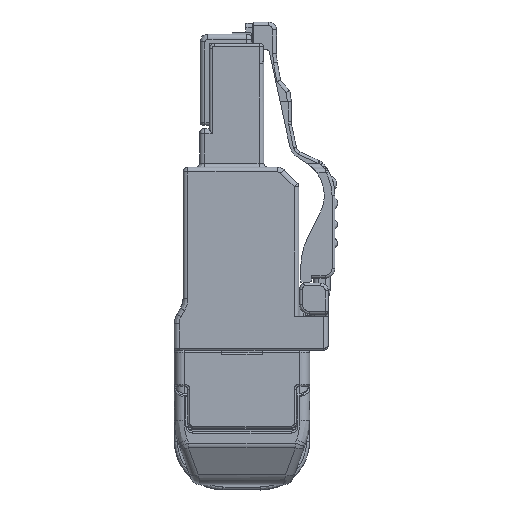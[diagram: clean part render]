
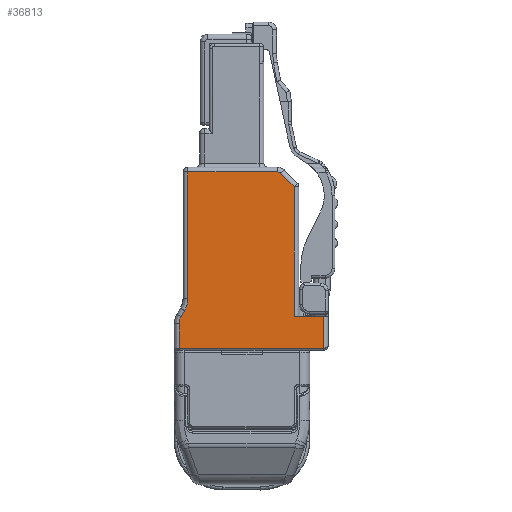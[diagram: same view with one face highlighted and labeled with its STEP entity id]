
A CAD part, left-side view. The second image highlights one B-rep face of the part: STEP entity #36813.
In plain terms, the highlighted planar face has unit normal (-1, 0, 0).
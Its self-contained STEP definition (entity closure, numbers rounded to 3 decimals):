
#1057 = CARTESIAN_POINT ( 'NONE',  ( -6.95, 7.8, -11.9 ) ) ;
#2784 = ORIENTED_EDGE ( 'NONE', *, *, #107187, .T. ) ;
#3074 = EDGE_CURVE ( 'NONE', #29767, #7472, #31977, .T. ) ;
#4564 = DIRECTION ( 'NONE',  ( 0., 0., 1. ) ) ;
#4856 = CARTESIAN_POINT ( 'NONE',  ( -6.95, -3.1, -26.4 ) ) ;
#4943 = CARTESIAN_POINT ( 'NONE',  ( -6.95, 7.8, -11.6 ) ) ;
#5473 = CARTESIAN_POINT ( 'NONE',  ( -6.95, -6.1, -29.7 ) ) ;
#5752 = VERTEX_POINT ( 'NONE', #5473 ) ;
#6229 = EDGE_CURVE ( 'NONE', #49815, #29767, #55441, .T. ) ;
#6278 = ORIENTED_EDGE ( 'NONE', *, *, #85334, .F. ) ;
#7181 = VECTOR ( 'NONE', #33720, 1000. ) ;
#7472 = VERTEX_POINT ( 'NONE', #4856 ) ;
#9212 = VECTOR ( 'NONE', #9413, 1000. ) ;
#9413 = DIRECTION ( 'NONE',  ( 0., 0., 1. ) ) ;
#10901 = CARTESIAN_POINT ( 'NONE',  ( -6.95, 7.914, -25.432 ) ) ;
#11951 = ORIENTED_EDGE ( 'NONE', *, *, #25977, .F. ) ;
#12334 = CARTESIAN_POINT ( 'NONE',  ( -6.95, -3.1, -11.9 ) ) ;
#12945 = CARTESIAN_POINT ( 'NONE',  ( -6.95, 8.7, -11.9 ) ) ;
#12970 = ORIENTED_EDGE ( 'NONE', *, *, #85166, .F. ) ;
#16859 = CARTESIAN_POINT ( 'NONE',  ( -6.95, 8.499, -26.445 ) ) ;
#17245 = DIRECTION ( 'NONE',  ( 0., 1., 0. ) ) ;
#17511 = VECTOR ( 'NONE', #4564, 1000. ) ;
#17575 = CARTESIAN_POINT ( 'NONE',  ( -6.95, 9., -29.7 ) ) ;
#19854 = CARTESIAN_POINT ( 'NONE',  ( -6.95, 8.135, -25.814 ) ) ;
#20054 = CARTESIAN_POINT ( 'NONE',  ( -6.95, 7.8, -24.564 ) ) ;
#20752 = VERTEX_POINT ( 'NONE', #19854 ) ;
#20894 = LINE ( 'NONE', #39501, #23545 ) ;
#21790 = VERTEX_POINT ( 'NONE', #63663 ) ;
#22113 = CARTESIAN_POINT ( 'NONE',  ( -6.95, -6.1, -11.9 ) ) ;
#23545 = VECTOR ( 'NONE', #97783, 1000. ) ;
#24802 = EDGE_LOOP ( 'NONE', ( #44080, #85479, #2784, #59654, #26152, #12970, #6278, #107765, #96805, #56286, #75840, #11951 ) ) ;
#25609 = VECTOR ( 'NONE', #26269, 1000. ) ;
#25955 = FACE_OUTER_BOUND ( 'NONE', #24802, .T. ) ;
#25977 = EDGE_CURVE ( 'NONE', #31723, #21790, #84226, .T. ) ;
#26152 = ORIENTED_EDGE ( 'NONE', *, *, #6229, .F. ) ;
#26269 = DIRECTION ( 'NONE',  ( 0., 0., -1. ) ) ;
#29117 = VECTOR ( 'NONE', #17245, 1000. ) ;
#29278 = CARTESIAN_POINT ( 'NONE',  ( -6.95, 8.631, -26.674 ) ) ;
#29767 = VERTEX_POINT ( 'NONE', #99059 ) ;
#30366 = EDGE_CURVE ( 'NONE', #21790, #102318, #53209, .T. ) ;
#30517 = DIRECTION ( 'NONE',  ( 1., 0., 0. ) ) ;
#31723 = VERTEX_POINT ( 'NONE', #105910 ) ;
#31795 = LINE ( 'NONE', #17575, #29117 ) ;
#31977 = LINE ( 'NONE', #12334, #25609 ) ;
#33720 = DIRECTION ( 'NONE',  ( 0., -0.5, 0.866 ) ) ;
#35481 = EDGE_CURVE ( 'NONE', #5752, #31723, #31795, .T. ) ;
#35957 = EDGE_CURVE ( 'NONE', #86996, #40091, #53964, .T. ) ;
#36813 = ADVANCED_FACE ( 'NONE', ( #25955 ), #79469, .F. ) ;
#37035 = VERTEX_POINT ( 'NONE', #49030 ) ;
#38191 = CARTESIAN_POINT ( 'NONE',  ( -6.95, -1.721, -11.746 ) ) ;
#39501 = CARTESIAN_POINT ( 'NONE',  ( -6.95, -4.8, -26.4 ) ) ;
#40091 = VERTEX_POINT ( 'NONE', #4943 ) ;
#40770 = CARTESIAN_POINT ( 'NONE',  ( -6.95, -1.367, -11.6 ) ) ;
#43680 = DIRECTION ( 'NONE',  ( 0., -1., 0. ) ) ;
#44080 = ORIENTED_EDGE ( 'NONE', *, *, #35481, .F. ) ;
#49030 = CARTESIAN_POINT ( 'NONE',  ( -6.95, -6.1, -26.4 ) ) ;
#49265 = CARTESIAN_POINT ( 'NONE',  ( -6.95, -1.721, -11.746 ) ) ;
#49815 = VERTEX_POINT ( 'NONE', #38191 ) ;
#53209 =( BOUNDED_CURVE ( )  B_SPLINE_CURVE ( 3, ( #54350, #62679, #29278, #87751 ),
 .UNSPECIFIED., .F., .F. ) 
 B_SPLINE_CURVE_WITH_KNOTS ( ( 4, 4 ),
 ( 0., 1. ),
 .UNSPECIFIED. ) 
 CURVE ( )  GEOMETRIC_REPRESENTATION_ITEM ( )  RATIONAL_B_SPLINE_CURVE ( ( 1., 0.977, 0.977, 1. ) ) 
 REPRESENTATION_ITEM ( '' )  );
#53506 = CARTESIAN_POINT ( 'NONE',  ( -6.95, -1.367, -11.6 ) ) ;
#53546 = CARTESIAN_POINT ( 'NONE',  ( -6.95, 8.135, -25.814 ) ) ;
#53964 = LINE ( 'NONE', #1057, #9212 ) ;
#54350 = CARTESIAN_POINT ( 'NONE',  ( -6.95, 8.7, -27.195 ) ) ;
#55441 = LINE ( 'NONE', #93091, #99628 ) ;
#55658 =( BOUNDED_CURVE ( )  B_SPLINE_CURVE ( 3, ( #53546, #10901, #70189, #20054 ),
 .UNSPECIFIED., .F., .F. ) 
 B_SPLINE_CURVE_WITH_KNOTS ( ( 4, 4 ),
 ( 0., 1. ),
 .UNSPECIFIED. ) 
 CURVE ( )  GEOMETRIC_REPRESENTATION_ITEM ( )  RATIONAL_B_SPLINE_CURVE ( ( 1., 0.977, 0.977, 1. ) ) 
 REPRESENTATION_ITEM ( '' )  );
#56221 = LINE ( 'NONE', #22113, #78238 ) ;
#56286 = ORIENTED_EDGE ( 'NONE', *, *, #95570, .F. ) ;
#59654 = ORIENTED_EDGE ( 'NONE', *, *, #3074, .F. ) ;
#62679 = CARTESIAN_POINT ( 'NONE',  ( -6.95, 8.7, -26.93 ) ) ;
#63663 = CARTESIAN_POINT ( 'NONE',  ( -6.95, 8.7, -27.195 ) ) ;
#67037 = CARTESIAN_POINT ( 'NONE',  ( -6.95, 8.499, -26.445 ) ) ;
#70189 = CARTESIAN_POINT ( 'NONE',  ( -6.95, 7.8, -25.005 ) ) ;
#72186 = DIRECTION ( 'NONE',  ( 0., 0., -1. ) ) ;
#75840 = ORIENTED_EDGE ( 'NONE', *, *, #30366, .F. ) ;
#78238 = VECTOR ( 'NONE', #72186, 1000. ) ;
#79167 = LINE ( 'NONE', #67037, #7181 ) ;
#79469 = PLANE ( 'NONE',  #87047 ) ;
#80537 = CARTESIAN_POINT ( 'NONE',  ( -6.95, 9., -11.9 ) ) ;
#84226 = LINE ( 'NONE', #12945, #17511 ) ;
#85166 = EDGE_CURVE ( 'NONE', #93074, #49815, #93330, .T. ) ;
#85202 = CARTESIAN_POINT ( 'NONE',  ( -6.95, 9., -11.6 ) ) ;
#85334 = EDGE_CURVE ( 'NONE', #40091, #93074, #88345, .T. ) ;
#85479 = ORIENTED_EDGE ( 'NONE', *, *, #105407, .F. ) ;
#85690 = VECTOR ( 'NONE', #43680, 1000. ) ;
#86996 = VERTEX_POINT ( 'NONE', #87295 ) ;
#87047 = AXIS2_PLACEMENT_3D ( 'NONE', #80537, #30517, #88930 ) ;
#87295 = CARTESIAN_POINT ( 'NONE',  ( -6.95, 7.8, -24.564 ) ) ;
#87751 = CARTESIAN_POINT ( 'NONE',  ( -6.95, 8.499, -26.445 ) ) ;
#88345 = LINE ( 'NONE', #85202, #85690 ) ;
#88930 = DIRECTION ( 'NONE',  ( 0., 0., -1. ) ) ;
#90699 = CARTESIAN_POINT ( 'NONE',  ( -6.95, -1.502, -11.6 ) ) ;
#92968 = DIRECTION ( 'NONE',  ( 0., -0.707, -0.707 ) ) ;
#93074 = VERTEX_POINT ( 'NONE', #53506 ) ;
#93091 = CARTESIAN_POINT ( 'NONE',  ( -6.95, -1.428, -11.454 ) ) ;
#93330 =( BOUNDED_CURVE ( )  B_SPLINE_CURVE ( 3, ( #40770, #90699, #99084, #49265 ),
 .UNSPECIFIED., .F., .F. ) 
 B_SPLINE_CURVE_WITH_KNOTS ( ( 4, 4 ),
 ( 0., 1. ),
 .UNSPECIFIED. ) 
 CURVE ( )  GEOMETRIC_REPRESENTATION_ITEM ( )  RATIONAL_B_SPLINE_CURVE ( ( 1., 0.949, 0.949, 1. ) ) 
 REPRESENTATION_ITEM ( '' )  );
#95570 = EDGE_CURVE ( 'NONE', #102318, #20752, #79167, .T. ) ;
#96805 = ORIENTED_EDGE ( 'NONE', *, *, #99409, .F. ) ;
#97783 = DIRECTION ( 'NONE',  ( 0., 1., 0. ) ) ;
#99059 = CARTESIAN_POINT ( 'NONE',  ( -6.95, -3.1, -13.126 ) ) ;
#99084 = CARTESIAN_POINT ( 'NONE',  ( -6.95, -1.626, -11.651 ) ) ;
#99409 = EDGE_CURVE ( 'NONE', #20752, #86996, #55658, .T. ) ;
#99628 = VECTOR ( 'NONE', #92968, 1000. ) ;
#102318 = VERTEX_POINT ( 'NONE', #16859 ) ;
#105407 = EDGE_CURVE ( 'NONE', #37035, #5752, #56221, .T. ) ;
#105910 = CARTESIAN_POINT ( 'NONE',  ( -6.95, 8.7, -29.7 ) ) ;
#107187 = EDGE_CURVE ( 'NONE', #37035, #7472, #20894, .T. ) ;
#107765 = ORIENTED_EDGE ( 'NONE', *, *, #35957, .F. ) ;
